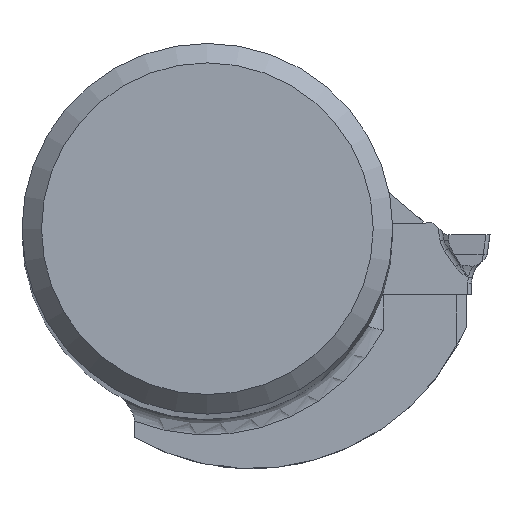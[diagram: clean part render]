
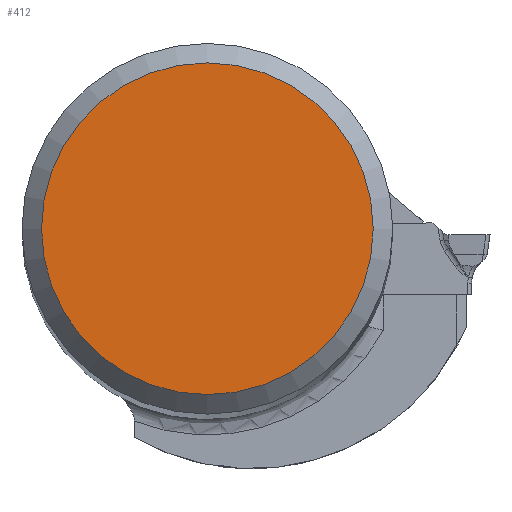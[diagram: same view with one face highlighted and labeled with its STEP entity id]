
A CAD part, top view. The second image highlights one B-rep face of the part: STEP entity #412.
In plain terms, the highlighted planar face has unit normal (0, 0, 1).
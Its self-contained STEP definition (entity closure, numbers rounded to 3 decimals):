
#201=FACE_OUTER_BOUND('',#993,.T.);
#412=ADVANCED_FACE('TB_BL_N5_SU8',(#201),#537,.F.);
#537=PLANE('',#2550);
#993=EDGE_LOOP('',(#1230));
#1230=ORIENTED_EDGE('',*,*,#2114,.T.);
#1862=VERTEX_POINT('',#3660);
#2114=EDGE_CURVE('',#1862,#1862,#2400,.T.);
#2400=CIRCLE('',#2548,8.51);
#2548=AXIS2_PLACEMENT_3D('',#3659,#2862,#2863);
#2550=AXIS2_PLACEMENT_3D('',#3662,#2866,#2867);
#2862=DIRECTION('',(0.,0.,1.));
#2863=DIRECTION('',(-1.,0.,0.));
#2866=DIRECTION('',(0.,0.,-1.));
#2867=DIRECTION('',(1.,0.,0.));
#3659=CARTESIAN_POINT('',(0.,0.,0.));
#3660=CARTESIAN_POINT('',(-8.51,0.,0.));
#3662=CARTESIAN_POINT('',(-8.51,0.,0.));
